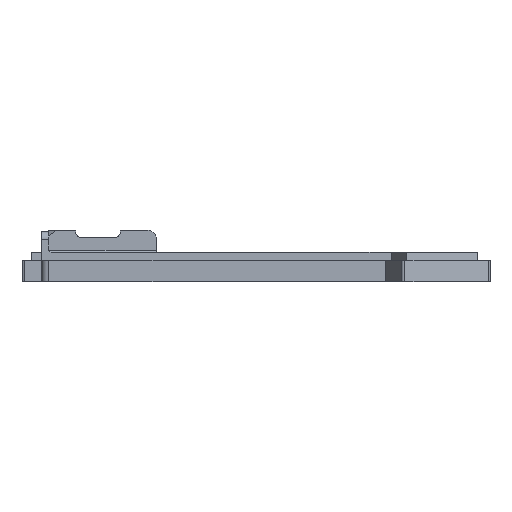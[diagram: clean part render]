
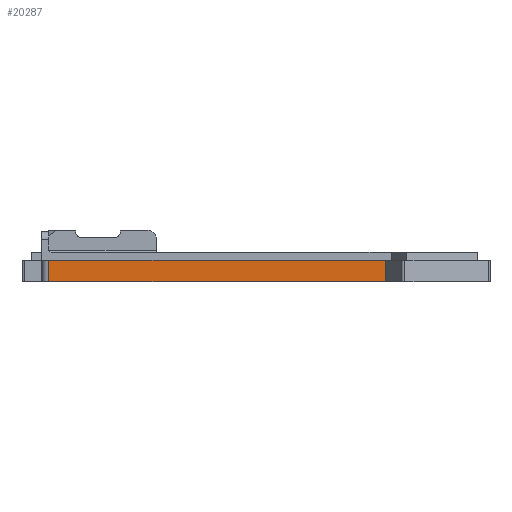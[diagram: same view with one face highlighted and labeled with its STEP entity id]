
A CAD part, left-side view. The second image highlights one B-rep face of the part: STEP entity #20287.
In plain terms, the highlighted planar face has unit normal (-1, 0, 0).
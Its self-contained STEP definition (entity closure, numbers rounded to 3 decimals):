
#629=PLANE('',#21435);
#1233=FACE_OUTER_BOUND('',#2386,.T.);
#2386=EDGE_LOOP('',(#14004,#14005,#14006,#14007));
#3629=LINE('',#27488,#5636);
#3687=LINE('',#27864,#5694);
#3698=LINE('',#27908,#5705);
#3699=LINE('',#27910,#5706);
#5636=VECTOR('',#22570,10.);
#5694=VECTOR('',#22664,10.);
#5705=VECTOR('',#22687,10.);
#5706=VECTOR('',#22690,10.);
#8467=VERTEX_POINT('',#27485);
#8468=VERTEX_POINT('',#27487);
#8579=VERTEX_POINT('',#27861);
#8580=VERTEX_POINT('',#27863);
#10591=EDGE_CURVE('',#8468,#8467,#3629,.T.);
#10705=EDGE_CURVE('',#8580,#8579,#3687,.T.);
#10722=EDGE_CURVE('',#8467,#8580,#3698,.T.);
#10723=EDGE_CURVE('',#8468,#8579,#3699,.T.);
#14004=ORIENTED_EDGE('',*,*,#10705,.T.);
#14005=ORIENTED_EDGE('',*,*,#10723,.F.);
#14006=ORIENTED_EDGE('',*,*,#10591,.T.);
#14007=ORIENTED_EDGE('',*,*,#10722,.T.);
#20287=ADVANCED_FACE('',(#1233),#629,.F.);
#21435=AXIS2_PLACEMENT_3D('',#27909,#22688,#22689);
#22570=DIRECTION('',(0.,-1.,0.));
#22664=DIRECTION('',(0.,1.,0.));
#22687=DIRECTION('',(0.,0.,1.));
#22688=DIRECTION('center_axis',(1.,0.,0.));
#22689=DIRECTION('ref_axis',(0.,-1.,0.));
#22690=DIRECTION('',(0.,0.,1.));
#27485=CARTESIAN_POINT('',(162.581,-120.425,-6.7));
#27487=CARTESIAN_POINT('',(162.581,-49.155,-6.7));
#27488=CARTESIAN_POINT('',(162.581,-49.155,-6.7));
#27861=CARTESIAN_POINT('',(162.581,-49.155,-2.2));
#27863=CARTESIAN_POINT('',(162.581,-120.425,-2.2));
#27864=CARTESIAN_POINT('',(162.581,-72.119,-2.2));
#27908=CARTESIAN_POINT('',(162.581,-120.425,-2.2));
#27909=CARTESIAN_POINT('Origin',(162.581,-49.155,-2.2));
#27910=CARTESIAN_POINT('',(162.581,-49.155,-2.2));
